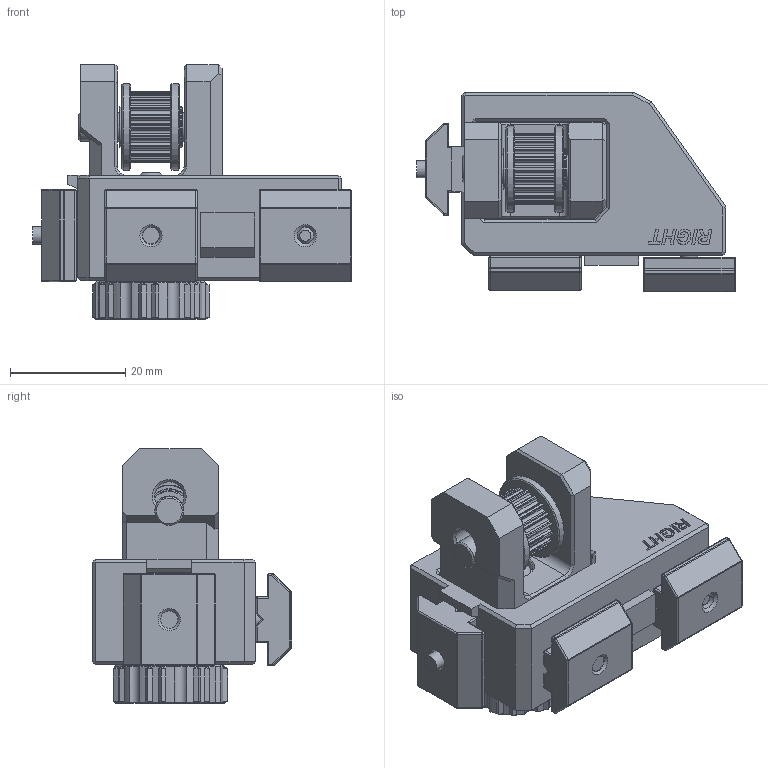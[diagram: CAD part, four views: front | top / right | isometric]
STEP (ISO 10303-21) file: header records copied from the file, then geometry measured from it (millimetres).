
FILE_DESCRIPTION(/* description */ (''),/* implementation_level */ '2;1');
FILE_NAME(/* name */ 'Z Tensioner Right_18mm Idlers.step',/* time_stamp */ '2023-10-25T10:30:23-05:00',/* author */ (''),/* organization */ (''),/* preprocessor_version */ 'ST-DEVELOPER v20',/* originating_system */ 'Autodesk Translation Framework v12.14.0.127',/* authorisation */ '');
FILE_SCHEMA (('AUTOMOTIVE_DESIGN { 1 0 10303 214 3 1 1 }'));
Length unit declared in the file: millimetre
Products named in the file (19): Z Tensioner Right_18mm Idlers; Hardware (1); HW1292SC; Idler Pulley - Toothed for 2GT-20T - 6mm Belt - 5mm Bore; _MR95ZZ Bearing v1; _Bearing Spacer; M3 10mm Button Screw; Shaft 25mm x 5mm; HW1508NC; M3 20mm Button Screw; Insert M3 5x4; HW1881NC; Shim 7 x 5 x 0.5; Inner (1); Main Body (1); Knob; Component2; Component3; Component4
Assembly tree (29 placements, depth 4):
  Z Tensioner Right_18mm Idlers
    Hardware (1)
      HW1292SC
      Idler Pulley - Toothed for 2GT-20T - 6mm Belt - 5mm Bore
        _MR95ZZ Bearing v1  x2
        _Bearing Spacer
      M3 10mm Button Screw  x2
      Shaft 25mm x 5mm
      HW1508NC
      M3 20mm Button Screw
      Insert M3 5x4
      HW1881NC  x3
      Shim 7 x 5 x 0.5  x2
    Inner (1)
    Main Body (1)
    Knob
      Component2  x7
        Component3
        Component4
Bounding box: 55.4 x 34.62 x 44.28 mm (x, y, z)
Volume: 28765.8 mm3; surface area: 16679.4 mm2
Topology: 19 solids, 19 shells, 1199 faces, 2932 edges, 1810 vertices
Faces by surface type: plane 487, cylinder 389, cone 152, bspline 118, sphere 51, torus 2
Full cylindrical faces by diameter (mm): 2.5 x2, 2.529 x6, 2.865 x3, 2.927 x1, 3 x4, 3.086 x7, 3.2 x1, 3.3 x5, 4 x2, 4.25 x1, 4.5 x1, 5 x5, 5.09 x2, 5.1 x1, 5.5 x1, 5.7 x3, 6 x1, 6.1 x1, 6.5 x5, 7 x3, 7.5 x5, 9 x4, 15 x2
Entity records: 36736 total; most frequent: CARTESIAN_POINT 12543, ORIENTED_EDGE 5100, DIRECTION 4734, EDGE_CURVE 2550, AXIS2_PLACEMENT_3D 1733, VERTEX_POINT 1603, LINE 1268, VECTOR 1268
